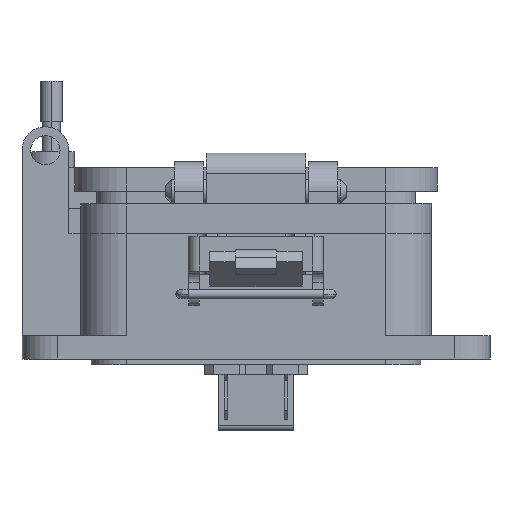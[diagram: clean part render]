
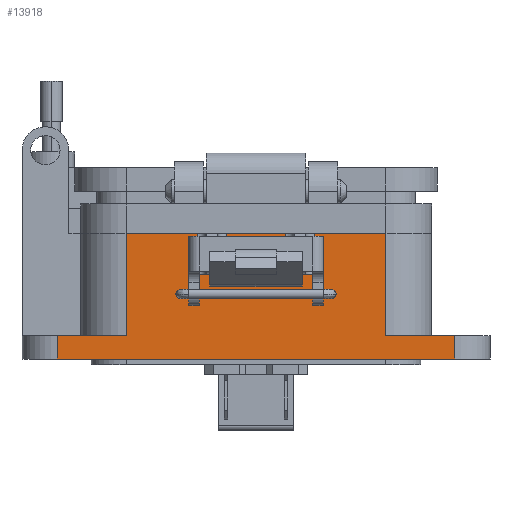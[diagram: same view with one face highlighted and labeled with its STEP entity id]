
A CAD part, front view. The second image highlights one B-rep face of the part: STEP entity #13918.
In plain terms, the highlighted planar face has unit normal (0, -1, 0).
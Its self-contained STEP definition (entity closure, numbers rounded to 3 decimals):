
#121 = ORIENTED_EDGE ( 'NONE', *, *, #3149, .T. ) ;
#288 = LINE ( 'NONE', #10311, #5210 ) ;
#1020 = FACE_OUTER_BOUND ( 'NONE', #5063, .T. ) ;
#1057 = CARTESIAN_POINT ( 'NONE',  ( -5.036, -15.056, -28.704 ) ) ;
#1636 = CARTESIAN_POINT ( 'NONE',  ( 10.071, -15.056, -28.704 ) ) ;
#1651 = CARTESIAN_POINT ( 'NONE',  ( 10.071, -15.056, -28.704 ) ) ;
#1758 = DIRECTION ( 'NONE',  ( -1., 0., 0. ) ) ;
#1979 = EDGE_CURVE ( 'NONE', #31005, #25741, #17660, .T. ) ;
#2622 = AXIS2_PLACEMENT_3D ( 'NONE', #3810, #3974, #13672 ) ;
#2756 = ORIENTED_EDGE ( 'NONE', *, *, #27426, .T. ) ;
#2993 = LINE ( 'NONE', #1636, #22076 ) ;
#3031 = VECTOR ( 'NONE', #28371, 1000. ) ;
#3149 = EDGE_CURVE ( 'NONE', #10784, #13695, #6680, .T. ) ;
#3188 = CARTESIAN_POINT ( 'NONE',  ( -10.071, -15.056, -21.654 ) ) ;
#3362 = CARTESIAN_POINT ( 'NONE',  ( 10.071, -15.056, -39.279 ) ) ;
#3810 = CARTESIAN_POINT ( 'NONE',  ( 10.071, -15.056, -21.654 ) ) ;
#3974 = DIRECTION ( 'NONE',  ( 0., -1., 0. ) ) ;
#4489 = CARTESIAN_POINT ( 'NONE',  ( 5.036, -15.056, -21.654 ) ) ;
#4644 = LINE ( 'NONE', #15320, #8332 ) ;
#4731 = CARTESIAN_POINT ( 'NONE',  ( 10.071, -15.056, -21.654 ) ) ;
#5063 = EDGE_LOOP ( 'NONE', ( #6415, #23852, #6131, #19554, #121, #20808, #6782, #2756, #7147, #10355, #13434, #14143, #16318, #29969, #25987, #14745 ) ) ;
#5210 = VECTOR ( 'NONE', #20330, 1000. ) ;
#5408 = CARTESIAN_POINT ( 'NONE',  ( 10.071, -15.056, -21.654 ) ) ;
#5750 = VERTEX_POINT ( 'NONE', #11480 ) ;
#5995 = LINE ( 'NONE', #11086, #10346 ) ;
#6131 = ORIENTED_EDGE ( 'NONE', *, *, #10035, .T. ) ;
#6189 = CARTESIAN_POINT ( 'NONE',  ( -10.071, -15.056, -28.704 ) ) ;
#6415 = ORIENTED_EDGE ( 'NONE', *, *, #14100, .T. ) ;
#6455 = EDGE_CURVE ( 'NONE', #13695, #13491, #28018, .T. ) ;
#6680 = LINE ( 'NONE', #4731, #27998 ) ;
#6782 = ORIENTED_EDGE ( 'NONE', *, *, #19368, .T. ) ;
#7147 = ORIENTED_EDGE ( 'NONE', *, *, #13253, .T. ) ;
#7162 = CARTESIAN_POINT ( 'NONE',  ( 22.358, -15.056, -39.279 ) ) ;
#7801 = EDGE_CURVE ( 'NONE', #22901, #11968, #5995, .T. ) ;
#7921 = CARTESIAN_POINT ( 'NONE',  ( 5.036, -15.056, -21.654 ) ) ;
#8332 = VECTOR ( 'NONE', #17438, 1000. ) ;
#9182 = DIRECTION ( 'NONE',  ( 0., 0., -1. ) ) ;
#9200 = VERTEX_POINT ( 'NONE', #15043 ) ;
#9463 = VERTEX_POINT ( 'NONE', #1651 ) ;
#9874 = VERTEX_POINT ( 'NONE', #21481 ) ;
#9966 = DIRECTION ( 'NONE',  ( 0., 0., -1. ) ) ;
#10035 = EDGE_CURVE ( 'NONE', #9463, #29123, #288, .T. ) ;
#10184 = DIRECTION ( 'NONE',  ( 0., 0., -1. ) ) ;
#10311 = CARTESIAN_POINT ( 'NONE',  ( 10.071, -15.056, -28.704 ) ) ;
#10346 = VECTOR ( 'NONE', #26511, 1000. ) ;
#10355 = ORIENTED_EDGE ( 'NONE', *, *, #16321, .T. ) ;
#10498 = CARTESIAN_POINT ( 'NONE',  ( -22.358, -15.056, -21.654 ) ) ;
#10784 = VERTEX_POINT ( 'NONE', #4489 ) ;
#11086 = CARTESIAN_POINT ( 'NONE',  ( 10.071, -15.056, -39.279 ) ) ;
#11271 = VECTOR ( 'NONE', #17195, 1000. ) ;
#11480 = CARTESIAN_POINT ( 'NONE',  ( -22.358, -15.056, -21.654 ) ) ;
#11560 = CARTESIAN_POINT ( 'NONE',  ( -34.243, -15.056, -21.654 ) ) ;
#11968 = VERTEX_POINT ( 'NONE', #7162 ) ;
#13253 = EDGE_CURVE ( 'NONE', #18827, #5750, #27364, .T. ) ;
#13434 = ORIENTED_EDGE ( 'NONE', *, *, #1979, .T. ) ;
#13491 = VERTEX_POINT ( 'NONE', #1057 ) ;
#13672 = DIRECTION ( 'NONE',  ( 1., 0., 0. ) ) ;
#13695 = VERTEX_POINT ( 'NONE', #17631 ) ;
#13829 = PLANE ( 'NONE',  #2622 ) ;
#13918 = ADVANCED_FACE ( 'NONE', ( #1020 ), #13829, .T. ) ;
#14027 = DIRECTION ( 'NONE',  ( 0., 0., -1. ) ) ;
#14100 = EDGE_CURVE ( 'NONE', #9874, #9200, #14838, .T. ) ;
#14123 = DIRECTION ( 'NONE',  ( -1., 0., 0. ) ) ;
#14143 = ORIENTED_EDGE ( 'NONE', *, *, #23010, .T. ) ;
#14218 = VERTEX_POINT ( 'NONE', #6189 ) ;
#14647 = VECTOR ( 'NONE', #20717, 1000. ) ;
#14745 = ORIENTED_EDGE ( 'NONE', *, *, #31933, .T. ) ;
#14838 = LINE ( 'NONE', #5408, #19952 ) ;
#15043 = CARTESIAN_POINT ( 'NONE',  ( 10.071, -15.056, -21.654 ) ) ;
#15068 = VECTOR ( 'NONE', #9966, 1000. ) ;
#15320 = CARTESIAN_POINT ( 'NONE',  ( -10.071, -15.056, -21.654 ) ) ;
#15747 = LINE ( 'NONE', #10498, #3031 ) ;
#16011 = CARTESIAN_POINT ( 'NONE',  ( 34.243, -15.056, -39.279 ) ) ;
#16181 = EDGE_CURVE ( 'NONE', #9200, #9463, #31338, .T. ) ;
#16318 = ORIENTED_EDGE ( 'NONE', *, *, #30958, .T. ) ;
#16321 = EDGE_CURVE ( 'NONE', #5750, #31005, #15747, .T. ) ;
#16368 = VECTOR ( 'NONE', #23566, 1000. ) ;
#16581 = CARTESIAN_POINT ( 'NONE',  ( -22.358, -15.056, -39.279 ) ) ;
#16906 = DIRECTION ( 'NONE',  ( 1., 0., 0. ) ) ;
#17195 = DIRECTION ( 'NONE',  ( -1., 0., 0. ) ) ;
#17412 = VECTOR ( 'NONE', #16906, 1000. ) ;
#17438 = DIRECTION ( 'NONE',  ( 0., 0., 1. ) ) ;
#17631 = CARTESIAN_POINT ( 'NONE',  ( -5.036, -15.056, -21.654 ) ) ;
#17660 = LINE ( 'NONE', #3362, #30048 ) ;
#18812 = CARTESIAN_POINT ( 'NONE',  ( 22.358, -15.056, -21.654 ) ) ;
#18827 = VERTEX_POINT ( 'NONE', #3188 ) ;
#18975 = LINE ( 'NONE', #18812, #16368 ) ;
#19045 = LINE ( 'NONE', #29042, #17412 ) ;
#19108 = CARTESIAN_POINT ( 'NONE',  ( -34.243, -15.056, -39.279 ) ) ;
#19368 = EDGE_CURVE ( 'NONE', #13491, #14218, #2993, .T. ) ;
#19450 = LINE ( 'NONE', #11560, #23342 ) ;
#19491 = CARTESIAN_POINT ( 'NONE',  ( 10.071, -15.056, -21.654 ) ) ;
#19554 = ORIENTED_EDGE ( 'NONE', *, *, #27557, .T. ) ;
#19952 = VECTOR ( 'NONE', #32206, 1000. ) ;
#20330 = DIRECTION ( 'NONE',  ( -1., 0., 0. ) ) ;
#20717 = DIRECTION ( 'NONE',  ( 0., 0., 1. ) ) ;
#20808 = ORIENTED_EDGE ( 'NONE', *, *, #6455, .T. ) ;
#20873 = LINE ( 'NONE', #7921, #14647 ) ;
#21481 = CARTESIAN_POINT ( 'NONE',  ( 22.358, -15.056, -21.654 ) ) ;
#22076 = VECTOR ( 'NONE', #14123, 1000. ) ;
#22764 = CARTESIAN_POINT ( 'NONE',  ( -5.036, -15.056, -21.654 ) ) ;
#22901 = VERTEX_POINT ( 'NONE', #16011 ) ;
#23010 = EDGE_CURVE ( 'NONE', #25741, #28862, #19450, .T. ) ;
#23023 = CARTESIAN_POINT ( 'NONE',  ( -34.243, -15.056, -43.307 ) ) ;
#23074 = DIRECTION ( 'NONE',  ( -1., 0., 0. ) ) ;
#23342 = VECTOR ( 'NONE', #14027, 1000. ) ;
#23566 = DIRECTION ( 'NONE',  ( 0., 0., 1. ) ) ;
#23852 = ORIENTED_EDGE ( 'NONE', *, *, #16181, .T. ) ;
#24103 = VERTEX_POINT ( 'NONE', #28058 ) ;
#24636 = CARTESIAN_POINT ( 'NONE',  ( 5.036, -15.056, -28.704 ) ) ;
#24799 = CARTESIAN_POINT ( 'NONE',  ( 34.243, -15.056, -43.307 ) ) ;
#25741 = VERTEX_POINT ( 'NONE', #19108 ) ;
#25987 = ORIENTED_EDGE ( 'NONE', *, *, #7801, .T. ) ;
#26511 = DIRECTION ( 'NONE',  ( -1., 0., 0. ) ) ;
#27093 = LINE ( 'NONE', #24799, #28827 ) ;
#27364 = LINE ( 'NONE', #19491, #11271 ) ;
#27426 = EDGE_CURVE ( 'NONE', #14218, #18827, #4644, .T. ) ;
#27557 = EDGE_CURVE ( 'NONE', #29123, #10784, #20873, .T. ) ;
#27998 = VECTOR ( 'NONE', #1758, 1000. ) ;
#28018 = LINE ( 'NONE', #22764, #15068 ) ;
#28058 = CARTESIAN_POINT ( 'NONE',  ( 34.243, -15.056, -43.307 ) ) ;
#28371 = DIRECTION ( 'NONE',  ( 0., 0., -1. ) ) ;
#28827 = VECTOR ( 'NONE', #10184, 1000. ) ;
#28862 = VERTEX_POINT ( 'NONE', #23023 ) ;
#29016 = EDGE_CURVE ( 'NONE', #22901, #24103, #27093, .T. ) ;
#29042 = CARTESIAN_POINT ( 'NONE',  ( 0., -15.056, -43.307 ) ) ;
#29123 = VERTEX_POINT ( 'NONE', #24636 ) ;
#29969 = ORIENTED_EDGE ( 'NONE', *, *, #29016, .F. ) ;
#30048 = VECTOR ( 'NONE', #23074, 1000. ) ;
#30958 = EDGE_CURVE ( 'NONE', #28862, #24103, #19045, .T. ) ;
#31005 = VERTEX_POINT ( 'NONE', #16581 ) ;
#31303 = VECTOR ( 'NONE', #9182, 1000. ) ;
#31338 = LINE ( 'NONE', #31660, #31303 ) ;
#31660 = CARTESIAN_POINT ( 'NONE',  ( 10.071, -15.056, -21.654 ) ) ;
#31933 = EDGE_CURVE ( 'NONE', #11968, #9874, #18975, .T. ) ;
#32206 = DIRECTION ( 'NONE',  ( -1., 0., 0. ) ) ;
